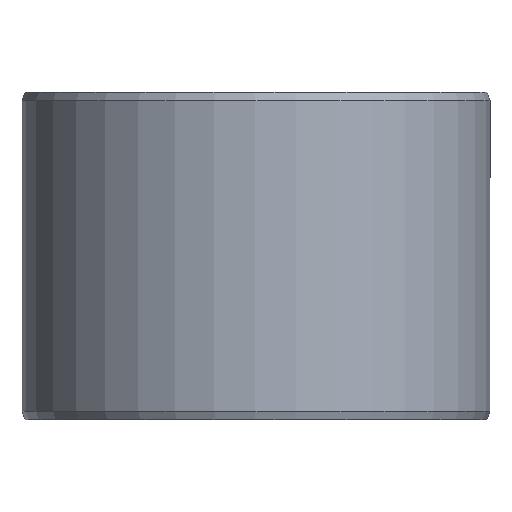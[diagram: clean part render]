
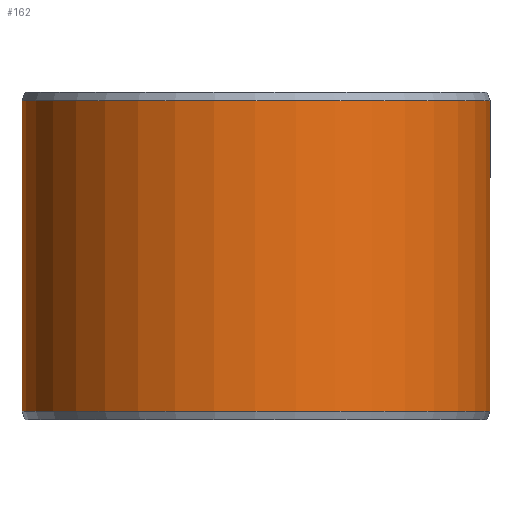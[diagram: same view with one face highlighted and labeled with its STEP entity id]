
A CAD part, front view. The second image highlights one B-rep face of the part: STEP entity #162.
In plain terms, the highlighted cylindrical face has radius 50 mm (diameter 100 mm), a partial arc.
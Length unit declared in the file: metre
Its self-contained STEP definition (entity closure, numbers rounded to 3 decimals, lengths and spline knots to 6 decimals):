
#162=ADVANCED_FACE('',(#185,#186),#187,.T.);
#185=FACE_OUTER_BOUND('',#211,.T.);
#186=FACE_BOUND('',#212,.T.);
#187=CYLINDRICAL_SURFACE('',#213,0.05);
#211=EDGE_LOOP('',(#289,#290,#291,#292));
#212=EDGE_LOOP('',(#293));
#213=AXIS2_PLACEMENT_3D('',#294,#295,#296);
#289=ORIENTED_EDGE('',*,*,#314,.T.);
#290=ORIENTED_EDGE('',*,*,#323,.F.);
#291=ORIENTED_EDGE('',*,*,#309,.F.);
#292=ORIENTED_EDGE('',*,*,#324,.T.);
#293=ORIENTED_EDGE('',*,*,#327,.T.);
#294=CARTESIAN_POINT('',(0.,0.,0.0));
#295=DIRECTION('',(0.,0.0,-1.0));
#296=DIRECTION('',(-1.0,0.0,0.));
#309=EDGE_CURVE('',#341,#342,#343,.T.);
#314=EDGE_CURVE('',#351,#349,#352,.T.);
#323=EDGE_CURVE('',#342,#349,#365,.T.);
#324=EDGE_CURVE('',#341,#351,#366,.T.);
#327=EDGE_CURVE('',#370,#370,#371,.T.);
#341=VERTEX_POINT('',#389);
#342=VERTEX_POINT('',#390);
#343=CIRCLE('',#391,0.05);
#349=VERTEX_POINT('',#399);
#351=VERTEX_POINT('',#402);
#352=CIRCLE('',#403,0.05);
#365=LINE('',#422,#423);
#366=LINE('',#424,#425);
#370=VERTEX_POINT('',#505);
#371=B_SPLINE_CURVE_WITH_KNOTS('',3,(#506,#507,#508,#509,#510,#511,#512,#513,#514,#515,#516,#517,#518,#519,#520,#521,#522,#523,#524,#525,#526,#527,#528,#529,#530,#531,#532,#533,#534,#535,#536,#537,#538,#539,#540,#541,#542,#543,#544,#545,#546,#547,#548,#549,#550,#551,#552,#553,#554,#555,#556,#557,#558,#559,#560,#561,#562,#563,#564,#565,#566,#567,#568,#569,#570,#571,#572,#573,#574,#575,#576,#577,#578,#579,#580,#581),.UNSPECIFIED.,.T.,.F.,(2,2,2,2,2,2,2,2,2,2,2,2,2,2,2,2,2,2,2,2,2,2,2,2,2,2,2,2,2,2,2,2,2,2,2,2,2,2,2,2),(-0.000978,0.0,0.000978,0.001466,0.001955,0.002933,0.00391,0.004888,0.005865,0.006843,0.00782,0.008798,0.009775,0.010264,0.010753,0.01173,0.012708,0.013196,0.013685,0.014663,0.01564,0.016618,0.017595,0.018573,0.01955,0.020528,0.021505,0.021994,0.022483,0.02346,0.024438,0.024927,0.025415,0.026393,0.02737,0.028348,0.029325,0.030303,0.03128,0.032258),.UNSPECIFIED.);
#389=CARTESIAN_POINT('',(0.000873,0.049992,0.0018));
#390=CARTESIAN_POINT('',(0.,0.05,0.0018));
#391=AXIS2_PLACEMENT_3D('',#595,#596,#597);
#399=CARTESIAN_POINT('',(0.,0.05,0.0682));
#402=CARTESIAN_POINT('',(0.000873,0.049992,0.0682));
#403=AXIS2_PLACEMENT_3D('',#604,#605,#606);
#422=CARTESIAN_POINT('',(0.,0.05,0.0018));
#423=VECTOR('',#619,1.0);
#424=CARTESIAN_POINT('',(0.000873,0.049992,0.0018));
#425=VECTOR('',#620,1.0);
#505=CARTESIAN_POINT('',(0.040068,-0.029909,0.035));
#506=CARTESIAN_POINT('',(0.040068,-0.029909,0.034669));
#507=CARTESIAN_POINT('',(0.040068,-0.029909,0.035331));
#508=CARTESIAN_POINT('',(0.040088,-0.029883,0.035656));
#509=CARTESIAN_POINT('',(0.040145,-0.029806,0.036135));
#510=CARTESIAN_POINT('',(0.040169,-0.029774,0.036293));
#511=CARTESIAN_POINT('',(0.040226,-0.029697,0.036608));
#512=CARTESIAN_POINT('',(0.040259,-0.029652,0.036764));
#513=CARTESIAN_POINT('',(0.040371,-0.029499,0.037218));
#514=CARTESIAN_POINT('',(0.040462,-0.029375,0.037505));
#515=CARTESIAN_POINT('',(0.040675,-0.029079,0.038048));
#516=CARTESIAN_POINT('',(0.040798,-0.028907,0.038305));
#517=CARTESIAN_POINT('',(0.041063,-0.028529,0.038766));
#518=CARTESIAN_POINT('',(0.041207,-0.028321,0.038973));
#519=CARTESIAN_POINT('',(0.041514,-0.027869,0.039339));
#520=CARTESIAN_POINT('',(0.041676,-0.027626,0.039494));
#521=CARTESIAN_POINT('',(0.042005,-0.027123,0.039743));
#522=CARTESIAN_POINT('',(0.042176,-0.026857,0.039839));
#523=CARTESIAN_POINT('',(0.042519,-0.02631,0.039968));
#524=CARTESIAN_POINT('',(0.042689,-0.026034,0.04));
#525=CARTESIAN_POINT('',(0.043025,-0.025475,0.04));
#526=CARTESIAN_POINT('',(0.043193,-0.025189,0.039968));
#527=CARTESIAN_POINT('',(0.043513,-0.024632,0.03984));
#528=CARTESIAN_POINT('',(0.043665,-0.024361,0.039746));
#529=CARTESIAN_POINT('',(0.043884,-0.023962,0.039558));
#530=CARTESIAN_POINT('',(0.043956,-0.02383,0.039487));
#531=CARTESIAN_POINT('',(0.044093,-0.023575,0.039332));
#532=CARTESIAN_POINT('',(0.044159,-0.023452,0.039248));
#533=CARTESIAN_POINT('',(0.044349,-0.023092,0.038977));
#534=CARTESIAN_POINT('',(0.044465,-0.022867,0.03877));
#535=CARTESIAN_POINT('',(0.044677,-0.02245,0.038304));
#536=CARTESIAN_POINT('',(0.04477,-0.022264,0.038051));
#537=CARTESIAN_POINT('',(0.04489,-0.022019,0.037645));
#538=CARTESIAN_POINT('',(0.044928,-0.021944,0.037506));
#539=CARTESIAN_POINT('',(0.044996,-0.021804,0.037216));
#540=CARTESIAN_POINT('',(0.045027,-0.02174,0.037067));
#541=CARTESIAN_POINT('',(0.045109,-0.021569,0.036612));
#542=CARTESIAN_POINT('',(0.045149,-0.021483,0.036301));
#543=CARTESIAN_POINT('',(0.045205,-0.021367,0.03566));
#544=CARTESIAN_POINT('',(0.045219,-0.021337,0.035328));
#545=CARTESIAN_POINT('',(0.045219,-0.021337,0.034675));
#546=CARTESIAN_POINT('',(0.045205,-0.021366,0.034351));
#547=CARTESIAN_POINT('',(0.04515,-0.021482,0.033706));
#548=CARTESIAN_POINT('',(0.045109,-0.021569,0.03339));
#549=CARTESIAN_POINT('',(0.045,-0.021794,0.032788));
#550=CARTESIAN_POINT('',(0.044933,-0.021934,0.032497));
#551=CARTESIAN_POINT('',(0.044771,-0.022263,0.03195));
#552=CARTESIAN_POINT('',(0.044678,-0.022448,0.031699));
#553=CARTESIAN_POINT('',(0.044469,-0.02286,0.031237));
#554=CARTESIAN_POINT('',(0.044351,-0.023088,0.031026));
#555=CARTESIAN_POINT('',(0.044097,-0.023569,0.030663));
#556=CARTESIAN_POINT('',(0.043961,-0.023822,0.030509));
#557=CARTESIAN_POINT('',(0.043742,-0.02422,0.03032));
#558=CARTESIAN_POINT('',(0.043667,-0.024357,0.030264));
#559=CARTESIAN_POINT('',(0.043513,-0.024631,0.030169));
#560=CARTESIAN_POINT('',(0.043434,-0.024769,0.030129));
#561=CARTESIAN_POINT('',(0.043195,-0.025185,0.030033));
#562=CARTESIAN_POINT('',(0.043031,-0.025465,0.03));
#563=CARTESIAN_POINT('',(0.042691,-0.026031,0.03));
#564=CARTESIAN_POINT('',(0.04252,-0.026308,0.030032));
#565=CARTESIAN_POINT('',(0.042265,-0.026715,0.030127));
#566=CARTESIAN_POINT('',(0.04218,-0.026848,0.030166));
#567=CARTESIAN_POINT('',(0.042011,-0.027113,0.030261));
#568=CARTESIAN_POINT('',(0.041926,-0.027244,0.030317));
#569=CARTESIAN_POINT('',(0.041677,-0.027625,0.030505));
#570=CARTESIAN_POINT('',(0.041517,-0.027864,0.030658));
#571=CARTESIAN_POINT('',(0.041211,-0.028314,0.031021));
#572=CARTESIAN_POINT('',(0.041065,-0.028526,0.031231));
#573=CARTESIAN_POINT('',(0.040799,-0.028905,0.031692));
#574=CARTESIAN_POINT('',(0.040678,-0.029074,0.031943));
#575=CARTESIAN_POINT('',(0.040464,-0.029372,0.032489));
#576=CARTESIAN_POINT('',(0.040372,-0.029498,0.03278));
#577=CARTESIAN_POINT('',(0.040223,-0.029701,0.033381));
#578=CARTESIAN_POINT('',(0.040165,-0.029778,0.033696));
#579=CARTESIAN_POINT('',(0.040088,-0.029883,0.034343));
#580=CARTESIAN_POINT('',(0.040068,-0.029909,0.034669));
#581=CARTESIAN_POINT('',(0.040068,-0.029909,0.035331));
#595=CARTESIAN_POINT('',(0.,0.,0.0018));
#596=DIRECTION('',(0.,0.0,-1.0));
#597=DIRECTION('',(-1.0,0.0,0.));
#604=CARTESIAN_POINT('',(0.,0.,0.0682));
#605=DIRECTION('',(0.,0.0,-1.0));
#606=DIRECTION('',(-1.0,0.0,0.));
#619=DIRECTION('',(0.,0.,1.0));
#620=DIRECTION('',(0.,0.,1.0));
